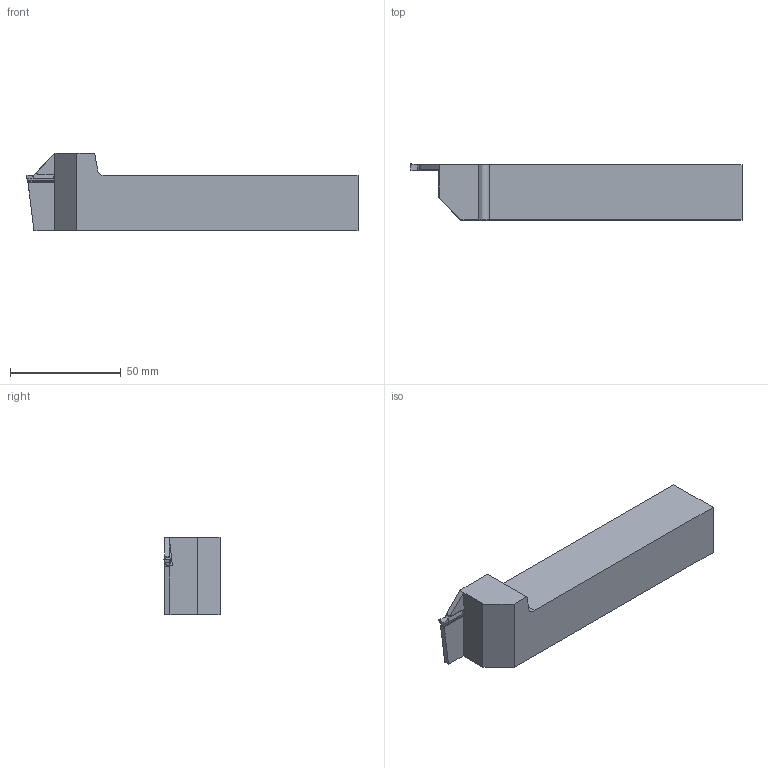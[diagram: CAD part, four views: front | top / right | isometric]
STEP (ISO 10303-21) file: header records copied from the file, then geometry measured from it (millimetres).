
FILE_DESCRIPTION(/* description */ (''),/* implementation_level */ '2;1');
FILE_NAME(/* name */ 'ADKT-IG-L-2525-3-T12.stp',/* time_stamp */ '2023-10-16T23:19:30+03:00',/* author */ (''),/* organization */ (''),/* preprocessor_version */ 'ST-DEVELOPER v19.4',/* originating_system */ 'SIEMENS PLM Software NX2306.3001',/* authorisation */ '');
FILE_SCHEMA (('AUTOMOTIVE_DESIGN { 1 0 10303 214 3 1 1 1 }'));
Length unit declared in the file: millimetre
Products named in the file (1): ADKT-IG-R-2525-3-T12
Bounding box: 150 x 25.31 x 35 mm (x, y, z)
Volume: 89383.6 mm3; surface area: 16355.1 mm2
Topology: 2 solids, 2 shells, 95 faces, 258 edges, 167 vertices
Faces by surface type: bspline 50, plane 31, cylinder 14
Entity records: 10274 total; most frequent: CARTESIAN_POINT 7663, ORIENTED_EDGE 516, EDGE_CURVE 258, DIRECTION 194, B_SPLINE_CURVE_WITH_KNOTS 169, VERTEX_POINT 167, PRESENTATION_STYLE_ASSIGNMENT 97, SURFACE_STYLE_USAGE 97
